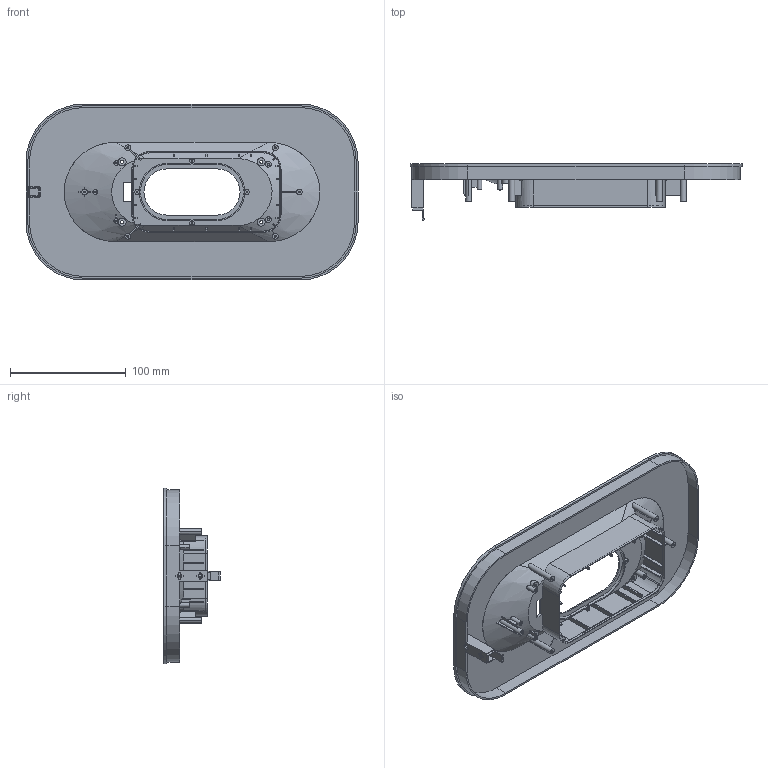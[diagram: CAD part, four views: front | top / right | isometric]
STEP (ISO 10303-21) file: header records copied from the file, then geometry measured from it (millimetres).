
FILE_DESCRIPTION((''),'2;1');
FILE_NAME('LAMP_TOP_73','2021-06-29T',('User'),(''),'CREO PARAMETRIC BY PTC INC, 2014350','CREO PARAMETRIC BY PTC INC, 2014350','');
FILE_SCHEMA(('AUTOMOTIVE_DESIGN { 1 0 10303 214 1 1 1 1 }'));
Length unit declared in the file: millimetre
Products named in the file (1): LAMP_TOP_73
Bounding box: 287 x 48.5 x 152 mm (x, y, z)
Volume: 123353.3 mm3; surface area: 132011.7 mm2
Topology: 1 solids, 1 shells, 494 faces, 1399 edges, 939 vertices
Faces by surface type: plane 325, cylinder 152, bspline 11, torus 4, cone 2
Entity records: 21623 total; most frequent: CARTESIAN_POINT 4499, ORIENTED_EDGE 2798, DIRECTION 2519, PRESENTATION_STYLE_ASSIGNMENT 1400, STYLED_ITEM 1400, CURVE_STYLE 1399, EDGE_CURVE 1399, VERTEX_POINT 939
